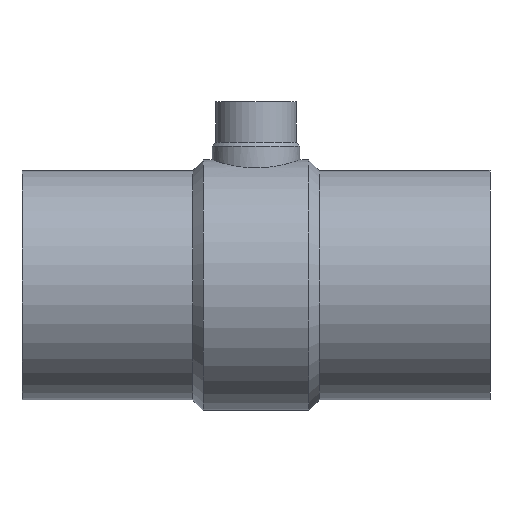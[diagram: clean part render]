
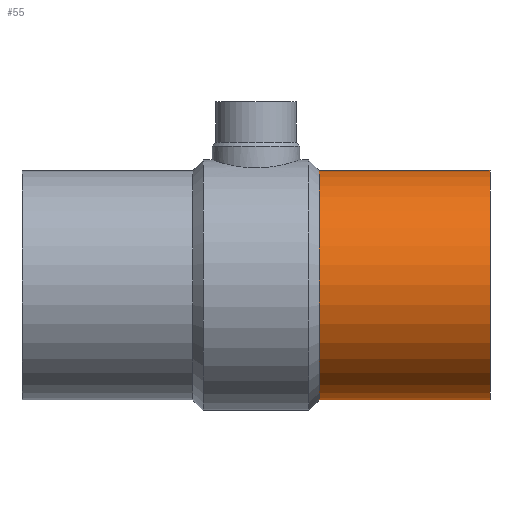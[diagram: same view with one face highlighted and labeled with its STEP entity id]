
A CAD part, front view. The second image highlights one B-rep face of the part: STEP entity #55.
In plain terms, the highlighted cylindrical face has radius 90 mm (diameter 180 mm), a full revolution.
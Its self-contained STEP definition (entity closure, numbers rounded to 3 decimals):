
#55 = ADVANCED_FACE( '', ( #118, #119 ), #120, .T. );
#118 = FACE_OUTER_BOUND( '', #179, .T. );
#119 = FACE_OUTER_BOUND( '', #180, .T. );
#120 = CYLINDRICAL_SURFACE( '', #181, 90. );
#179 = EDGE_LOOP( '', ( #252 ) );
#180 = EDGE_LOOP( '', ( #253 ) );
#181 = AXIS2_PLACEMENT_3D( '', #254, #255, #256 );
#252 = ORIENTED_EDGE( '', *, *, #280, .F. );
#253 = ORIENTED_EDGE( '', *, *, #297, .T. );
#254 = CARTESIAN_POINT( '', ( 0., 0., 0. ) );
#255 = DIRECTION( '', ( -1., 0., 0. ) );
#256 = DIRECTION( '', ( 0., 0., -1. ) );
#280 = EDGE_CURVE( '', #310, #310, #311, .T. );
#297 = EDGE_CURVE( '', #336, #336, #337, .T. );
#310 = VERTEX_POINT( '', #469 );
#311 = CIRCLE( '', #470, 90. );
#336 = VERTEX_POINT( '', #619 );
#337 = CIRCLE( '', #620, 90. );
#469 = CARTESIAN_POINT( '', ( 0., 0., -90. ) );
#470 = AXIS2_PLACEMENT_3D( '', #632, #633, #634 );
#619 = CARTESIAN_POINT( '', ( -134., 0., -90. ) );
#620 = AXIS2_PLACEMENT_3D( '', #656, #657, #658 );
#632 = CARTESIAN_POINT( '', ( 0., 0., 0. ) );
#633 = DIRECTION( '', ( 1., 0., 0. ) );
#634 = DIRECTION( '', ( 0., 0., -1. ) );
#656 = CARTESIAN_POINT( '', ( -134., 0., 0. ) );
#657 = DIRECTION( '', ( 1., 0., 0. ) );
#658 = DIRECTION( '', ( 0., 0., -1. ) );
